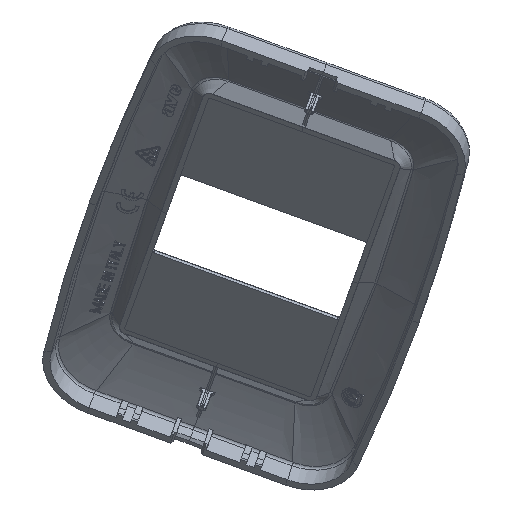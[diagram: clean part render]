
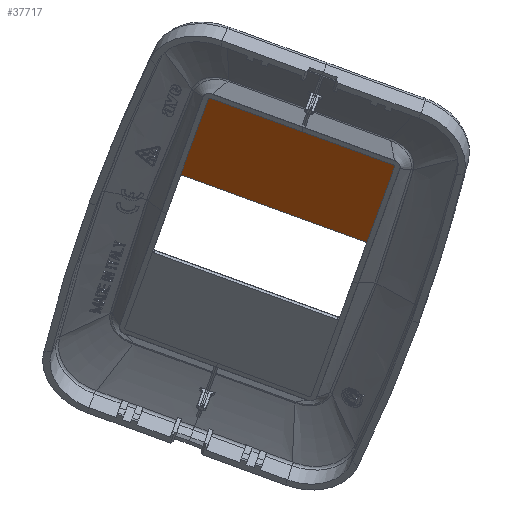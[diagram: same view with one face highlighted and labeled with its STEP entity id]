
A CAD part, left-side view. The second image highlights one B-rep face of the part: STEP entity #37717.
In plain terms, the highlighted face is planar.
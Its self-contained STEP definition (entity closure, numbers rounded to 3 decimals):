
#5419=CARTESIAN_POINT('Axis2P3D Location',(0.,0.,5.7)) ;
#10336=CARTESIAN_POINT('Vertex',(-37.7,0.,5.7)) ;
#10340=CARTESIAN_POINT('Control Point',(-37.7,-22.1,5.7)) ;
#10341=CARTESIAN_POINT('Control Point',(-37.7,-17.68,5.7)) ;
#10342=CARTESIAN_POINT('Control Point',(-37.7,-13.26,5.7)) ;
#10343=CARTESIAN_POINT('Control Point',(-37.7,-8.84,5.7)) ;
#10344=CARTESIAN_POINT('Control Point',(-37.7,-4.42,5.7)) ;
#10345=CARTESIAN_POINT('Control Point',(-37.7,0.,5.7)) ;
#10346=CARTESIAN_POINT('Vertex',(-37.7,-22.1,5.7)) ;
#10350=CARTESIAN_POINT('Control Point',(-37.2,-22.6,5.7)) ;
#10351=CARTESIAN_POINT('Control Point',(-37.357,-22.6,5.7)) ;
#10352=CARTESIAN_POINT('Control Point',(-37.514,-22.538,5.7)) ;
#10353=CARTESIAN_POINT('Control Point',(-37.638,-22.415,5.7)) ;
#10354=CARTESIAN_POINT('Control Point',(-37.7,-22.257,5.7)) ;
#10355=CARTESIAN_POINT('Control Point',(-37.7,-22.1,5.7)) ;
#10356=CARTESIAN_POINT('Vertex',(-37.2,-22.6,5.7)) ;
#10360=CARTESIAN_POINT('Control Point',(-12.15,-22.6,5.7)) ;
#10361=CARTESIAN_POINT('Control Point',(-17.16,-22.6,5.7)) ;
#10362=CARTESIAN_POINT('Control Point',(-22.17,-22.6,5.7)) ;
#10363=CARTESIAN_POINT('Control Point',(-27.18,-22.6,5.7)) ;
#10364=CARTESIAN_POINT('Control Point',(-32.19,-22.6,5.7)) ;
#10365=CARTESIAN_POINT('Control Point',(-37.2,-22.6,5.7)) ;
#10366=CARTESIAN_POINT('Vertex',(-12.15,-22.6,5.7)) ;
#22223=CARTESIAN_POINT('Vertex',(-12.15,22.6,5.7)) ;
#22227=CARTESIAN_POINT('Control Point',(-12.15,22.6,5.7)) ;
#22228=CARTESIAN_POINT('Control Point',(-17.16,22.6,5.7)) ;
#22229=CARTESIAN_POINT('Control Point',(-22.17,22.6,5.7)) ;
#22230=CARTESIAN_POINT('Control Point',(-27.18,22.6,5.7)) ;
#22231=CARTESIAN_POINT('Control Point',(-32.19,22.6,5.7)) ;
#22232=CARTESIAN_POINT('Control Point',(-37.2,22.6,5.7)) ;
#22233=CARTESIAN_POINT('Vertex',(-37.2,22.6,5.7)) ;
#22237=CARTESIAN_POINT('Control Point',(-37.2,22.6,5.7)) ;
#22238=CARTESIAN_POINT('Control Point',(-37.357,22.6,5.7)) ;
#22239=CARTESIAN_POINT('Control Point',(-37.514,22.538,5.7)) ;
#22240=CARTESIAN_POINT('Control Point',(-37.638,22.415,5.7)) ;
#22241=CARTESIAN_POINT('Control Point',(-37.7,22.257,5.7)) ;
#22242=CARTESIAN_POINT('Control Point',(-37.7,22.1,5.7)) ;
#22243=CARTESIAN_POINT('Vertex',(-37.7,22.1,5.7)) ;
#22247=CARTESIAN_POINT('Control Point',(-37.7,22.1,5.7)) ;
#22248=CARTESIAN_POINT('Control Point',(-37.7,17.68,5.7)) ;
#22249=CARTESIAN_POINT('Control Point',(-37.7,13.26,5.7)) ;
#22250=CARTESIAN_POINT('Control Point',(-37.7,8.84,5.7)) ;
#22251=CARTESIAN_POINT('Control Point',(-37.7,4.42,5.7)) ;
#22252=CARTESIAN_POINT('Control Point',(-37.7,0.,5.7)) ;
#37687=CARTESIAN_POINT('Axis2P3D Location',(-12.15,22.1,5.7)) ;
#37691=CARTESIAN_POINT('Vertex',(-12.65,22.1,5.7)) ;
#37694=CARTESIAN_POINT('Line Origine',(-12.65,0.,5.7)) ;
#37698=CARTESIAN_POINT('Vertex',(-12.65,-22.1,5.7)) ;
#37701=CARTESIAN_POINT('Axis2P3D Location',(-12.15,-22.1,5.7)) ;
#5420=DIRECTION('Axis2P3D Direction',(0.,-0.,1.)) ;
#5421=DIRECTION('Axis2P3D XDirection',(0.,1.,0.)) ;
#37688=DIRECTION('Axis2P3D Direction',(0.,-0.,1.)) ;
#37695=DIRECTION('Vector Direction',(0.,1.,0.)) ;
#37702=DIRECTION('Axis2P3D Direction',(0.,-0.,1.)) ;
#5422=AXIS2_PLACEMENT_3D('Plane Axis2P3D',#5419,#5420,#5421) ;
#37689=AXIS2_PLACEMENT_3D('Circle Axis2P3D',#37687,#37688,$) ;
#37703=AXIS2_PLACEMENT_3D('Circle Axis2P3D',#37701,#37702,$) ;
#37707=ORIENTED_EDGE('',*,*,#22253,.F.) ;
#37708=ORIENTED_EDGE('',*,*,#22245,.F.) ;
#37709=ORIENTED_EDGE('',*,*,#22235,.F.) ;
#37710=ORIENTED_EDGE('',*,*,#37693,.T.) ;
#37711=ORIENTED_EDGE('',*,*,#37700,.F.) ;
#37712=ORIENTED_EDGE('',*,*,#37705,.T.) ;
#37713=ORIENTED_EDGE('',*,*,#10368,.T.) ;
#37714=ORIENTED_EDGE('',*,*,#10358,.T.) ;
#37715=ORIENTED_EDGE('',*,*,#10348,.T.) ;
#37696=VECTOR('Line Direction',#37695,1.) ;
#37717=ADVANCED_FACE('Body.2 ( DR5610 - wsp *MASTER -  )',(#37716),#5423,.F.) ;
#10339=B_SPLINE_CURVE_WITH_KNOTS('',5,(#10340,#10341,#10342,#10343,#10344,#10345),.UNSPECIFIED.,.F.,.U.,(6,6),(0.,22.1),.UNSPECIFIED.) ;
#10349=B_SPLINE_CURVE_WITH_KNOTS('',5,(#10350,#10351,#10352,#10353,#10354,#10355),.UNSPECIFIED.,.F.,.U.,(6,6),(0.,0.827),.UNSPECIFIED.) ;
#10359=B_SPLINE_CURVE_WITH_KNOTS('',5,(#10360,#10361,#10362,#10363,#10364,#10365),.UNSPECIFIED.,.F.,.U.,(6,6),(0.,25.05),.UNSPECIFIED.) ;
#22226=B_SPLINE_CURVE_WITH_KNOTS('',5,(#22227,#22228,#22229,#22230,#22231,#22232),.UNSPECIFIED.,.F.,.U.,(6,6),(0.,25.05),.UNSPECIFIED.) ;
#22236=B_SPLINE_CURVE_WITH_KNOTS('',5,(#22237,#22238,#22239,#22240,#22241,#22242),.UNSPECIFIED.,.F.,.U.,(6,6),(0.,0.827),.UNSPECIFIED.) ;
#22246=B_SPLINE_CURVE_WITH_KNOTS('',5,(#22247,#22248,#22249,#22250,#22251,#22252),.UNSPECIFIED.,.F.,.U.,(6,6),(0.,22.1),.UNSPECIFIED.) ;
#37690=CIRCLE('generated circle',#37689,0.5) ;
#37704=CIRCLE('generated circle',#37703,0.5) ;
#10348=EDGE_CURVE('',#10347,#10337,#10339,.T.) ;
#10358=EDGE_CURVE('',#10357,#10347,#10349,.T.) ;
#10368=EDGE_CURVE('',#10367,#10357,#10359,.T.) ;
#22235=EDGE_CURVE('',#22224,#22234,#22226,.T.) ;
#22245=EDGE_CURVE('',#22234,#22244,#22236,.T.) ;
#22253=EDGE_CURVE('',#22244,#10337,#22246,.T.) ;
#37693=EDGE_CURVE('',#22224,#37692,#37690,.T.) ;
#37700=EDGE_CURVE('',#37699,#37692,#37697,.T.) ;
#37705=EDGE_CURVE('',#37699,#10367,#37704,.T.) ;
#37706=EDGE_LOOP('',(#37707,#37708,#37709,#37710,#37711,#37712,#37713,#37714,#37715)) ;
#37716=FACE_OUTER_BOUND('',#37706,.T.) ;
#37697=LINE('Line',#37694,#37696) ;
#5423=PLANE('',#5422) ;
#10337=VERTEX_POINT('',#10336) ;
#10347=VERTEX_POINT('',#10346) ;
#10357=VERTEX_POINT('',#10356) ;
#10367=VERTEX_POINT('',#10366) ;
#22224=VERTEX_POINT('',#22223) ;
#22234=VERTEX_POINT('',#22233) ;
#22244=VERTEX_POINT('',#22243) ;
#37692=VERTEX_POINT('',#37691) ;
#37699=VERTEX_POINT('',#37698) ;
